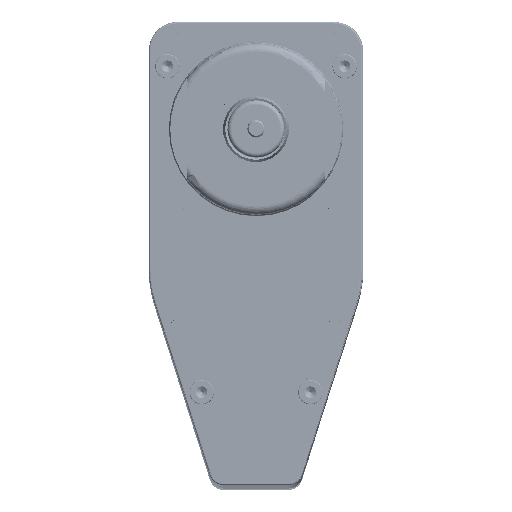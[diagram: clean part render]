
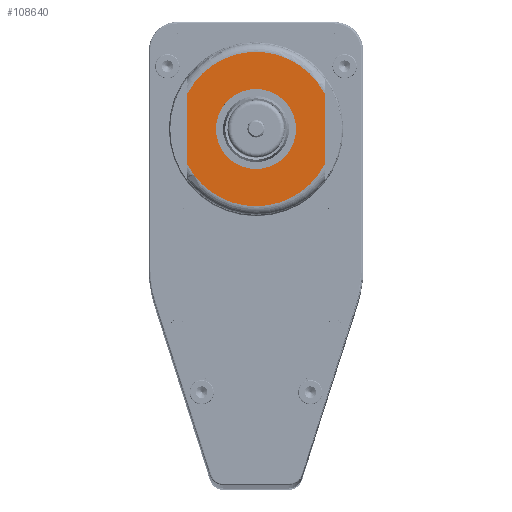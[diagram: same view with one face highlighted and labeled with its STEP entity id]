
A CAD part, top view. The second image highlights one B-rep face of the part: STEP entity #108640.
In plain terms, the highlighted planar face has unit normal (0, 0, 1).
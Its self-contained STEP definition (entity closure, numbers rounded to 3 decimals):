
#1535 = CARTESIAN_POINT ( 'NONE',  ( 0., -27., 545. ) ) ;
#2144 = EDGE_CURVE ( 'NONE', #90324, #80550, #57028, .T. ) ;
#4629 = DIRECTION ( 'NONE',  ( 0., 0., 1. ) ) ;
#11775 = AXIS2_PLACEMENT_3D ( 'NONE', #151890, #210987, #53103 ) ;
#13416 = ORIENTED_EDGE ( 'NONE', *, *, #2144, .F. ) ;
#20125 = FACE_BOUND ( 'NONE', #64851, .T. ) ;
#25181 = ORIENTED_EDGE ( 'NONE', *, *, #40604, .T. ) ;
#25577 = VERTEX_POINT ( 'NONE', #108607 ) ;
#28993 = EDGE_CURVE ( 'NONE', #47537, #227967, #167826, .T. ) ;
#29391 = DIRECTION ( 'NONE',  ( 0., 0., 1. ) ) ;
#36554 = LINE ( 'NONE', #154628, #94954 ) ;
#40604 = EDGE_CURVE ( 'NONE', #197696, #47537, #36554, .T. ) ;
#40948 = CIRCLE ( 'NONE', #61485, 27. ) ;
#43132 = CARTESIAN_POINT ( 'NONE',  ( 0., 0., 545. ) ) ;
#47537 = VERTEX_POINT ( 'NONE', #94649 ) ;
#50586 = AXIS2_PLACEMENT_3D ( 'NONE', #43132, #4629, #82999 ) ;
#51121 = CARTESIAN_POINT ( 'NONE',  ( 0., 14., 545. ) ) ;
#52842 = AXIS2_PLACEMENT_3D ( 'NONE', #84602, #143619, #157806 ) ;
#53103 = DIRECTION ( 'NONE',  ( 0., -1., 0. ) ) ;
#57028 = CIRCLE ( 'NONE', #11775, 14. ) ;
#57094 = DIRECTION ( 'NONE',  ( 0., -1., 0. ) ) ;
#57138 = AXIS2_PLACEMENT_3D ( 'NONE', #138141, #170669, #246531 ) ;
#61380 = EDGE_CURVE ( 'NONE', #227967, #233158, #126476, .T. ) ;
#61485 = AXIS2_PLACEMENT_3D ( 'NONE', #183504, #29391, #69228 ) ;
#64851 = EDGE_LOOP ( 'NONE', ( #247507, #13416 ) ) ;
#67968 = DIRECTION ( 'NONE',  ( 0., -1., 0. ) ) ;
#69228 = DIRECTION ( 'NONE',  ( 0., -1., 0. ) ) ;
#80550 = VERTEX_POINT ( 'NONE', #132037 ) ;
#81328 = EDGE_LOOP ( 'NONE', ( #25181, #134251, #241265, #109842, #82122 ) ) ;
#82122 = ORIENTED_EDGE ( 'NONE', *, *, #101750, .T. ) ;
#82999 = DIRECTION ( 'NONE',  ( 0., -1., 0. ) ) ;
#84602 = CARTESIAN_POINT ( 'NONE',  ( 0., 0., 545. ) ) ;
#85423 = VECTOR ( 'NONE', #67968, 1000. ) ;
#90324 = VERTEX_POINT ( 'NONE', #51121 ) ;
#94649 = CARTESIAN_POINT ( 'NONE',  ( -24., -12.369, 545. ) ) ;
#94954 = VECTOR ( 'NONE', #57094, 1000. ) ;
#96108 = DIRECTION ( 'NONE',  ( 0., 0., 1. ) ) ;
#98503 = FACE_OUTER_BOUND ( 'NONE', #81328, .T. ) ;
#101750 = EDGE_CURVE ( 'NONE', #25577, #197696, #40948, .T. ) ;
#101982 = EDGE_CURVE ( 'NONE', #80550, #90324, #106813, .T. ) ;
#102577 = AXIS2_PLACEMENT_3D ( 'NONE', #112821, #96108, #130807 ) ;
#106813 = CIRCLE ( 'NONE', #102577, 14. ) ;
#108607 = CARTESIAN_POINT ( 'NONE',  ( 24., 12.369, 545. ) ) ;
#108640 = ADVANCED_FACE ( 'NONE', ( #20125, #98503 ), #140726, .T. ) ;
#109842 = ORIENTED_EDGE ( 'NONE', *, *, #164189, .F. ) ;
#112821 = CARTESIAN_POINT ( 'NONE',  ( 0., 0., 545. ) ) ;
#126476 = CIRCLE ( 'NONE', #52842, 27. ) ;
#130807 = DIRECTION ( 'NONE',  ( 0., -1., 0. ) ) ;
#132037 = CARTESIAN_POINT ( 'NONE',  ( 0., -14., 545. ) ) ;
#134251 = ORIENTED_EDGE ( 'NONE', *, *, #28993, .T. ) ;
#138141 = CARTESIAN_POINT ( 'NONE',  ( 0., 0., 545. ) ) ;
#140726 = PLANE ( 'NONE',  #50586 ) ;
#143619 = DIRECTION ( 'NONE',  ( 0., 0., 1. ) ) ;
#151890 = CARTESIAN_POINT ( 'NONE',  ( 0., 0., 545. ) ) ;
#153245 = CARTESIAN_POINT ( 'NONE',  ( 24., -12.369, 545. ) ) ;
#154628 = CARTESIAN_POINT ( 'NONE',  ( -24., 0., 545. ) ) ;
#157806 = DIRECTION ( 'NONE',  ( 0., -1., 0. ) ) ;
#164189 = EDGE_CURVE ( 'NONE', #25577, #233158, #188613, .T. ) ;
#167826 = CIRCLE ( 'NONE', #57138, 27. ) ;
#170669 = DIRECTION ( 'NONE',  ( 0., 0., 1. ) ) ;
#183504 = CARTESIAN_POINT ( 'NONE',  ( 0., 0., 545. ) ) ;
#188613 = LINE ( 'NONE', #229774, #85423 ) ;
#197696 = VERTEX_POINT ( 'NONE', #221133 ) ;
#210987 = DIRECTION ( 'NONE',  ( 0., 0., 1. ) ) ;
#221133 = CARTESIAN_POINT ( 'NONE',  ( -24., 12.369, 545. ) ) ;
#227967 = VERTEX_POINT ( 'NONE', #1535 ) ;
#229774 = CARTESIAN_POINT ( 'NONE',  ( 24., 0., 545. ) ) ;
#233158 = VERTEX_POINT ( 'NONE', #153245 ) ;
#241265 = ORIENTED_EDGE ( 'NONE', *, *, #61380, .T. ) ;
#246531 = DIRECTION ( 'NONE',  ( 0., -1., 0. ) ) ;
#247507 = ORIENTED_EDGE ( 'NONE', *, *, #101982, .F. ) ;
